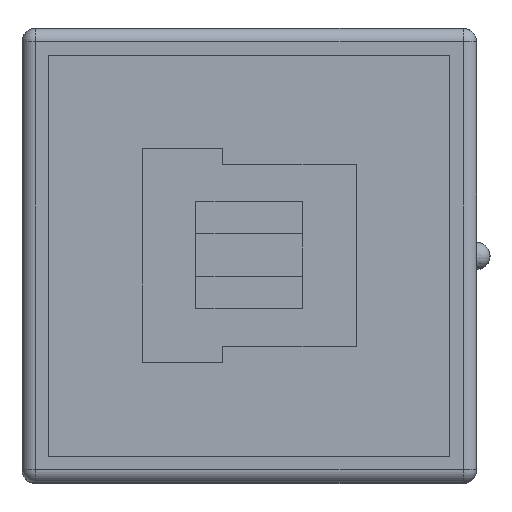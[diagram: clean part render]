
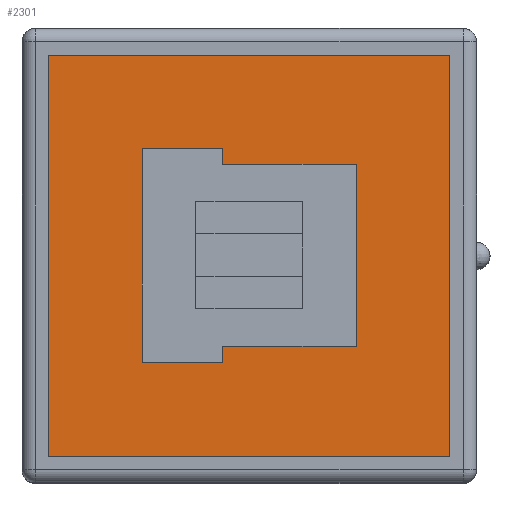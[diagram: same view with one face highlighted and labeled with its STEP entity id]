
A CAD part, top view. The second image highlights one B-rep face of the part: STEP entity #2301.
In plain terms, the highlighted planar face has unit normal (0, 0, 1).
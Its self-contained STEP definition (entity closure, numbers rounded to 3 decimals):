
#98 = EDGE_CURVE ( 'NONE', #13829, #135, #5524, .T. ) ;
#135 = VERTEX_POINT ( 'NONE', #12790 ) ;
#740 = ORIENTED_EDGE ( 'NONE', *, *, #4635, .T. ) ;
#1149 = DIRECTION ( 'NONE',  ( -1., 0., 0. ) ) ;
#1220 = LINE ( 'NONE', #17613, #3612 ) ;
#1257 = ORIENTED_EDGE ( 'NONE', *, *, #14748, .T. ) ;
#1266 = VECTOR ( 'NONE', #9318, 1000. ) ;
#1389 = LINE ( 'NONE', #2118, #17657 ) ;
#1546 = EDGE_CURVE ( 'NONE', #17402, #14873, #6320, .T. ) ;
#1562 = VERTEX_POINT ( 'NONE', #5330 ) ;
#1675 = VERTEX_POINT ( 'NONE', #3946 ) ;
#2011 = DIRECTION ( 'NONE',  ( 1., 0., 0. ) ) ;
#2118 = CARTESIAN_POINT ( 'NONE',  ( -3.75, -3.75, 4.25 ) ) ;
#2301 = ADVANCED_FACE ( 'NONE', ( #10979, #2794 ), #2514, .F. ) ;
#2373 = CARTESIAN_POINT ( 'NONE',  ( -2., -2., 4.25 ) ) ;
#2392 = DIRECTION ( 'NONE',  ( -1., 0., 0. ) ) ;
#2507 = DIRECTION ( 'NONE',  ( 0., -1., 0. ) ) ;
#2514 = PLANE ( 'NONE',  #17678 ) ;
#2794 = FACE_OUTER_BOUND ( 'NONE', #6011, .T. ) ;
#2833 = DIRECTION ( 'NONE',  ( 1., 0., 0. ) ) ;
#2863 = ORIENTED_EDGE ( 'NONE', *, *, #11634, .F. ) ;
#3150 = LINE ( 'NONE', #14389, #8490 ) ;
#3319 = EDGE_CURVE ( 'NONE', #10182, #13829, #4854, .T. ) ;
#3612 = VECTOR ( 'NONE', #6733, 1000. ) ;
#3814 = CARTESIAN_POINT ( 'NONE',  ( -2., -2., 4.25 ) ) ;
#3823 = VECTOR ( 'NONE', #2392, 1000. ) ;
#3946 = CARTESIAN_POINT ( 'NONE',  ( 2., -1.7, 4.25 ) ) ;
#4462 = CARTESIAN_POINT ( 'NONE',  ( -2., 2., 4.25 ) ) ;
#4610 = EDGE_LOOP ( 'NONE', ( #5590, #2863, #7080, #11754, #12932, #12655, #14697, #10296 ) ) ;
#4635 = EDGE_CURVE ( 'NONE', #5768, #1562, #16703, .T. ) ;
#4664 = DIRECTION ( 'NONE',  ( 0., -1., 0. ) ) ;
#4854 = LINE ( 'NONE', #9094, #6807 ) ;
#5107 = CARTESIAN_POINT ( 'NONE',  ( -3.75, 3.75, 4.25 ) ) ;
#5159 = CARTESIAN_POINT ( 'NONE',  ( -0.5, 1.7, 4.25 ) ) ;
#5330 = CARTESIAN_POINT ( 'NONE',  ( 3.75, 3.75, 4.25 ) ) ;
#5524 = LINE ( 'NONE', #5159, #12030 ) ;
#5530 = VERTEX_POINT ( 'NONE', #12282 ) ;
#5537 = EDGE_CURVE ( 'NONE', #11667, #5530, #1389, .T. ) ;
#5590 = ORIENTED_EDGE ( 'NONE', *, *, #15402, .F. ) ;
#5768 = VERTEX_POINT ( 'NONE', #16806 ) ;
#6011 = EDGE_LOOP ( 'NONE', ( #740, #1257, #15016, #12259 ) ) ;
#6028 = CARTESIAN_POINT ( 'NONE',  ( -0.5, 1.7, 4.25 ) ) ;
#6320 = LINE ( 'NONE', #7748, #17377 ) ;
#6733 = DIRECTION ( 'NONE',  ( -1., 0., 0. ) ) ;
#6774 = CARTESIAN_POINT ( 'NONE',  ( -3.75, -3.75, 4.25 ) ) ;
#6807 = VECTOR ( 'NONE', #2507, 1000. ) ;
#7080 = ORIENTED_EDGE ( 'NONE', *, *, #1546, .F. ) ;
#7089 = CARTESIAN_POINT ( 'NONE',  ( -0.5, -1.7, 4.25 ) ) ;
#7303 = EDGE_CURVE ( 'NONE', #5530, #5768, #17661, .T. ) ;
#7374 = DIRECTION ( 'NONE',  ( 0., -1., 0. ) ) ;
#7748 = CARTESIAN_POINT ( 'NONE',  ( -0.5, -1.7, 4.25 ) ) ;
#7771 = VERTEX_POINT ( 'NONE', #4462 ) ;
#8002 = CARTESIAN_POINT ( 'NONE',  ( 0., 0., 4.25 ) ) ;
#8110 = VECTOR ( 'NONE', #2011, 1000. ) ;
#8490 = VECTOR ( 'NONE', #4664, 1000. ) ;
#8730 = EDGE_CURVE ( 'NONE', #7771, #12068, #3150, .T. ) ;
#9004 = VECTOR ( 'NONE', #10615, 1000. ) ;
#9094 = CARTESIAN_POINT ( 'NONE',  ( -0.5, 1.7, 4.25 ) ) ;
#9318 = DIRECTION ( 'NONE',  ( 1., 0., 0. ) ) ;
#9553 = DIRECTION ( 'NONE',  ( 1., 0., 0. ) ) ;
#10111 = CARTESIAN_POINT ( 'NONE',  ( -3.75, 3.75, 4.25 ) ) ;
#10182 = VERTEX_POINT ( 'NONE', #14985 ) ;
#10296 = ORIENTED_EDGE ( 'NONE', *, *, #98, .T. ) ;
#10521 = LINE ( 'NONE', #16285, #9004 ) ;
#10533 = DIRECTION ( 'NONE',  ( 0., 1., 0. ) ) ;
#10615 = DIRECTION ( 'NONE',  ( 0., 1., 0. ) ) ;
#10979 = FACE_BOUND ( 'NONE', #4610, .T. ) ;
#11400 = CARTESIAN_POINT ( 'NONE',  ( 3.75, -3.75, 4.25 ) ) ;
#11634 = EDGE_CURVE ( 'NONE', #14873, #1675, #14086, .T. ) ;
#11667 = VERTEX_POINT ( 'NONE', #10111 ) ;
#11754 = ORIENTED_EDGE ( 'NONE', *, *, #16971, .F. ) ;
#12030 = VECTOR ( 'NONE', #2833, 1000. ) ;
#12068 = VERTEX_POINT ( 'NONE', #3814 ) ;
#12259 = ORIENTED_EDGE ( 'NONE', *, *, #7303, .T. ) ;
#12282 = CARTESIAN_POINT ( 'NONE',  ( -3.75, -3.75, 4.25 ) ) ;
#12655 = ORIENTED_EDGE ( 'NONE', *, *, #13980, .F. ) ;
#12790 = CARTESIAN_POINT ( 'NONE',  ( 2., 1.7, 4.25 ) ) ;
#12932 = ORIENTED_EDGE ( 'NONE', *, *, #8730, .F. ) ;
#12995 = VECTOR ( 'NONE', #9553, 1000. ) ;
#13485 = DIRECTION ( 'NONE',  ( 0., 0., -1. ) ) ;
#13829 = VERTEX_POINT ( 'NONE', #6028 ) ;
#13980 = EDGE_CURVE ( 'NONE', #10182, #7771, #1220, .T. ) ;
#14044 = VECTOR ( 'NONE', #16964, 1000. ) ;
#14086 = LINE ( 'NONE', #17143, #8110 ) ;
#14389 = CARTESIAN_POINT ( 'NONE',  ( -2., -2., 4.25 ) ) ;
#14491 = CARTESIAN_POINT ( 'NONE',  ( -0.5, -2., 4.25 ) ) ;
#14697 = ORIENTED_EDGE ( 'NONE', *, *, #3319, .T. ) ;
#14720 = LINE ( 'NONE', #2373, #1266 ) ;
#14748 = EDGE_CURVE ( 'NONE', #1562, #11667, #16354, .T. ) ;
#14873 = VERTEX_POINT ( 'NONE', #7089 ) ;
#14985 = CARTESIAN_POINT ( 'NONE',  ( -0.5, 2., 4.25 ) ) ;
#15016 = ORIENTED_EDGE ( 'NONE', *, *, #5537, .T. ) ;
#15402 = EDGE_CURVE ( 'NONE', #1675, #135, #10521, .T. ) ;
#16285 = CARTESIAN_POINT ( 'NONE',  ( 2., -2., 4.25 ) ) ;
#16354 = LINE ( 'NONE', #5107, #3823 ) ;
#16703 = LINE ( 'NONE', #11400, #14044 ) ;
#16806 = CARTESIAN_POINT ( 'NONE',  ( 3.75, -3.75, 4.25 ) ) ;
#16964 = DIRECTION ( 'NONE',  ( 0., 1., 0. ) ) ;
#16971 = EDGE_CURVE ( 'NONE', #12068, #17402, #14720, .T. ) ;
#17143 = CARTESIAN_POINT ( 'NONE',  ( -0.5, -1.7, 4.25 ) ) ;
#17377 = VECTOR ( 'NONE', #10533, 1000. ) ;
#17402 = VERTEX_POINT ( 'NONE', #14491 ) ;
#17613 = CARTESIAN_POINT ( 'NONE',  ( -2., 2., 4.25 ) ) ;
#17657 = VECTOR ( 'NONE', #7374, 1000. ) ;
#17661 = LINE ( 'NONE', #6774, #12995 ) ;
#17678 = AXIS2_PLACEMENT_3D ( 'NONE', #8002, #13485, #1149 ) ;
